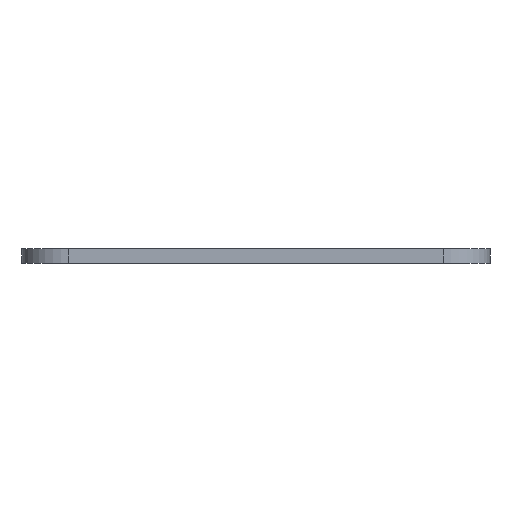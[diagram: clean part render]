
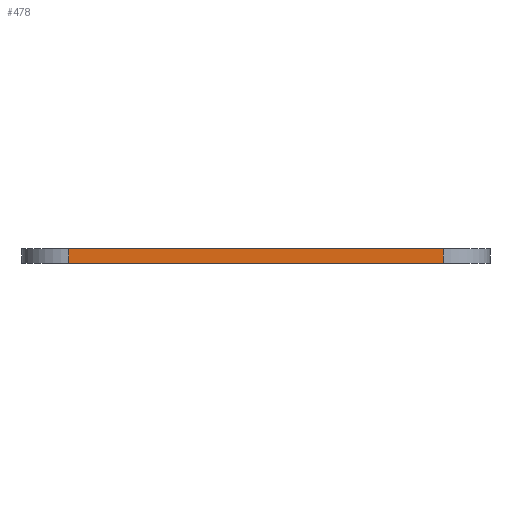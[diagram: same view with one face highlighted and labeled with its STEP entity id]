
A CAD part, left-side view. The second image highlights one B-rep face of the part: STEP entity #478.
In plain terms, the highlighted planar face has unit normal (-1, 0, 0).
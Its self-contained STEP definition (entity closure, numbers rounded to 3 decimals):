
#42 = AXIS2_PLACEMENT_3D ( 'NONE', #1275, #1390, #737 ) ;
#97 = EDGE_CURVE ( 'NONE', #1701, #1095, #335, .T. ) ;
#119 = CARTESIAN_POINT ( 'NONE',  ( -85., -40., 3. ) ) ;
#120 = VERTEX_POINT ( 'NONE', #1696 ) ;
#145 = ORIENTED_EDGE ( 'NONE', *, *, #1513, .F. ) ;
#178 = DIRECTION ( 'NONE',  ( 0., -1., 0. ) ) ;
#197 = LINE ( 'NONE', #860, #778 ) ;
#335 = LINE ( 'NONE', #1015, #1385 ) ;
#432 = ORIENTED_EDGE ( 'NONE', *, *, #97, .T. ) ;
#478 = ADVANCED_FACE ( 'NONE', ( #1400 ), #859, .F. ) ;
#479 = CARTESIAN_POINT ( 'NONE',  ( -85., 40., 0. ) ) ;
#577 = CARTESIAN_POINT ( 'NONE',  ( -85., -40., 0. ) ) ;
#737 = DIRECTION ( 'NONE',  ( 0., 1., 0. ) ) ;
#778 = VECTOR ( 'NONE', #178, 1000. ) ;
#841 = DIRECTION ( 'NONE',  ( 0., 0., -1. ) ) ;
#859 = PLANE ( 'NONE',  #42 ) ;
#860 = CARTESIAN_POINT ( 'NONE',  ( -85., 40., 3. ) ) ;
#886 = DIRECTION ( 'NONE',  ( 0., 0., -1. ) ) ;
#1015 = CARTESIAN_POINT ( 'NONE',  ( -85., 40., 0. ) ) ;
#1046 = LINE ( 'NONE', #1700, #1699 ) ;
#1095 = VERTEX_POINT ( 'NONE', #577 ) ;
#1124 = EDGE_CURVE ( 'NONE', #120, #1701, #1501, .T. ) ;
#1208 = EDGE_CURVE ( 'NONE', #1291, #1095, #1046, .T. ) ;
#1243 = EDGE_LOOP ( 'NONE', ( #432, #1598, #145, #1244 ) ) ;
#1244 = ORIENTED_EDGE ( 'NONE', *, *, #1124, .T. ) ;
#1275 = CARTESIAN_POINT ( 'NONE',  ( -85., 40., 3. ) ) ;
#1291 = VERTEX_POINT ( 'NONE', #119 ) ;
#1303 = DIRECTION ( 'NONE',  ( 0., -1., 0. ) ) ;
#1385 = VECTOR ( 'NONE', #1303, 1000. ) ;
#1390 = DIRECTION ( 'NONE',  ( 1., 0., 0. ) ) ;
#1400 = FACE_OUTER_BOUND ( 'NONE', #1243, .T. ) ;
#1473 = VECTOR ( 'NONE', #841, 1000. ) ;
#1501 = LINE ( 'NONE', #1668, #1473 ) ;
#1513 = EDGE_CURVE ( 'NONE', #120, #1291, #197, .T. ) ;
#1598 = ORIENTED_EDGE ( 'NONE', *, *, #1208, .F. ) ;
#1668 = CARTESIAN_POINT ( 'NONE',  ( -85., 40., 3. ) ) ;
#1696 = CARTESIAN_POINT ( 'NONE',  ( -85., 40., 3. ) ) ;
#1699 = VECTOR ( 'NONE', #886, 1000. ) ;
#1700 = CARTESIAN_POINT ( 'NONE',  ( -85., -40., 3. ) ) ;
#1701 = VERTEX_POINT ( 'NONE', #479 ) ;
